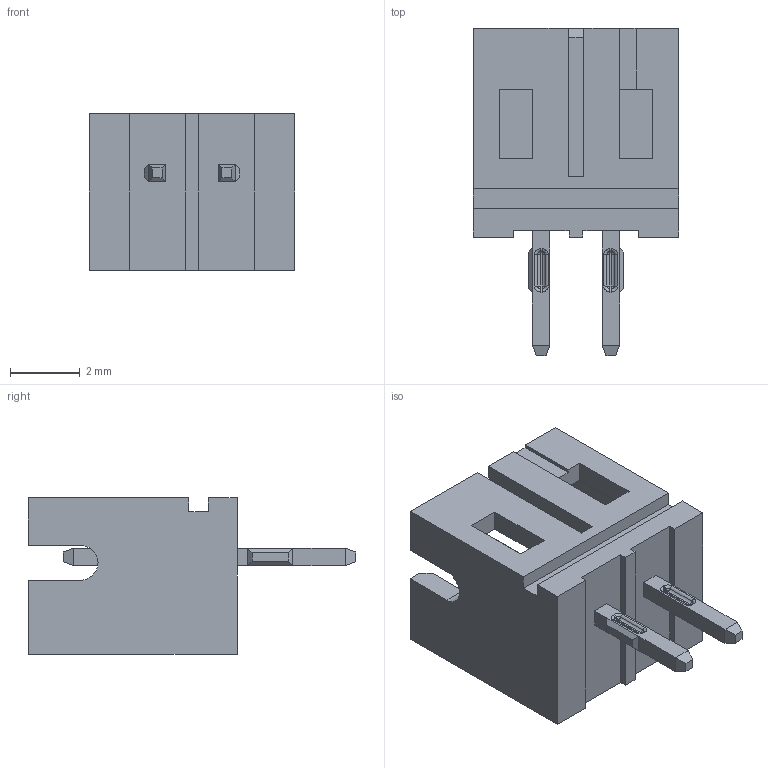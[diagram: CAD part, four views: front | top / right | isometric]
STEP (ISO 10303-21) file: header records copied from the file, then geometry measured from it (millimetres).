
FILE_DESCRIPTION (( 'STEP AP214' ), '1' );
FILE_NAME ('B2B-PH-K-S(LF)(SN).STEP', '2018-10-10T12:57:31', ( '' ), ( '' ), 'SwSTEP 2.0', 'SolidWorks 2017', '' );
FILE_SCHEMA (( 'AUTOMOTIVE_DESIGN' ));
Length unit declared in the file: millimetre
Products named in the file (1): B2B-PH-K-S(LF)(SN)
Bounding box: 5.9 x 9.4 x 4.5 mm (x, y, z)
Volume: 83.6 mm3; surface area: 288.5 mm2
Topology: 3 solids, 3 shells, 133 faces, 326 edges, 200 vertices
Faces by surface type: plane 99, cylinder 18, sphere 8, torus 8
Entity records: 3884 total; most frequent: CARTESIAN_POINT 660, ORIENTED_EDGE 652, DIRECTION 646, EDGE_CURVE 326, LINE 274, VECTOR 274, VERTEX_POINT 200, AXIS2_PLACEMENT_3D 186
